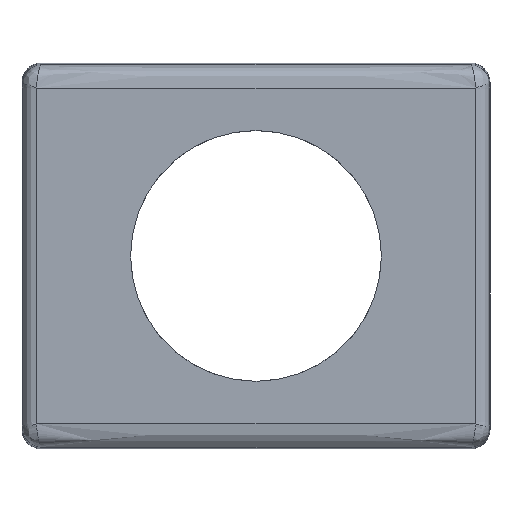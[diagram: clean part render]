
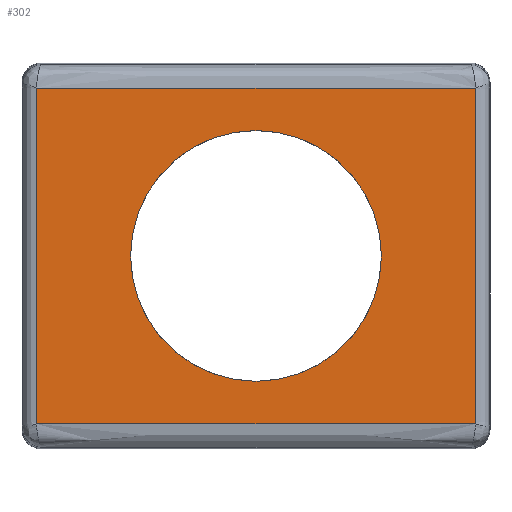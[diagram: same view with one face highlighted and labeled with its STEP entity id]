
A CAD part, top view. The second image highlights one B-rep face of the part: STEP entity #302.
In plain terms, the highlighted planar face has unit normal (0, 0, -1).
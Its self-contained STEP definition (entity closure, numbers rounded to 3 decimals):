
#82=AXIS2_PLACEMENT_3D('Circle Axis2P3D',#80,#81,$) ;
#227=AXIS2_PLACEMENT_3D('Plane Axis2P3D',#224,#225,#226) ;
#295=AXIS2_PLACEMENT_3D('Circle Axis2P3D',#293,#294,$) ;
#77=CARTESIAN_POINT('Vertex',(-26.8,0.,8.5)) ;
#80=CARTESIAN_POINT('Axis2P3D Location',(0.,0.,8.5)) ;
#84=CARTESIAN_POINT('Vertex',(26.8,0.,8.5)) ;
#224=CARTESIAN_POINT('Axis2P3D Location',(0.,35.881,8.5)) ;
#230=CARTESIAN_POINT('Control Point',(-46.865,-35.881,8.5)) ;
#231=CARTESIAN_POINT('Control Point',(-46.865,-35.807,8.5)) ;
#232=CARTESIAN_POINT('Control Point',(-46.865,-35.734,8.5)) ;
#233=CARTESIAN_POINT('Control Point',(-46.865,-35.66,8.5)) ;
#234=CARTESIAN_POINT('Control Point',(-46.865,-34.486,8.5)) ;
#235=CARTESIAN_POINT('Control Point',(-46.865,-33.306,8.5)) ;
#236=CARTESIAN_POINT('Control Point',(-46.865,-32.195,8.5)) ;
#237=CARTESIAN_POINT('Control Point',(-46.865,-25.238,8.5)) ;
#238=CARTESIAN_POINT('Control Point',(-46.865,-18.118,8.5)) ;
#239=CARTESIAN_POINT('Control Point',(-46.865,-12.122,8.5)) ;
#240=CARTESIAN_POINT('Control Point',(-46.865,1.176,8.5)) ;
#241=CARTESIAN_POINT('Control Point',(-46.865,14.475,8.5)) ;
#242=CARTESIAN_POINT('Control Point',(-46.865,21.561,8.5)) ;
#243=CARTESIAN_POINT('Control Point',(-46.865,28.715,8.5)) ;
#244=CARTESIAN_POINT('Control Point',(-46.865,35.644,8.5)) ;
#245=CARTESIAN_POINT('Control Point',(-46.865,35.744,8.5)) ;
#246=CARTESIAN_POINT('Control Point',(-46.865,35.821,8.5)) ;
#247=CARTESIAN_POINT('Control Point',(-46.865,35.881,8.5)) ;
#248=CARTESIAN_POINT('Vertex',(-46.865,-35.881,8.5)) ;
#250=CARTESIAN_POINT('Vertex',(-46.865,35.881,8.5)) ;
#253=CARTESIAN_POINT('Line Origine',(0.,35.881,8.5)) ;
#257=CARTESIAN_POINT('Vertex',(46.865,35.881,8.5)) ;
#261=CARTESIAN_POINT('Control Point',(46.865,-35.881,8.5)) ;
#262=CARTESIAN_POINT('Control Point',(46.865,-35.807,8.5)) ;
#263=CARTESIAN_POINT('Control Point',(46.865,-35.734,8.5)) ;
#264=CARTESIAN_POINT('Control Point',(46.865,-35.66,8.5)) ;
#265=CARTESIAN_POINT('Control Point',(46.865,-34.486,8.5)) ;
#266=CARTESIAN_POINT('Control Point',(46.865,-33.306,8.5)) ;
#267=CARTESIAN_POINT('Control Point',(46.865,-32.195,8.5)) ;
#268=CARTESIAN_POINT('Control Point',(46.865,-25.238,8.5)) ;
#269=CARTESIAN_POINT('Control Point',(46.865,-18.118,8.5)) ;
#270=CARTESIAN_POINT('Control Point',(46.865,-12.122,8.5)) ;
#271=CARTESIAN_POINT('Control Point',(46.865,1.2,8.5)) ;
#272=CARTESIAN_POINT('Control Point',(46.865,14.523,8.5)) ;
#273=CARTESIAN_POINT('Control Point',(46.865,21.632,8.5)) ;
#274=CARTESIAN_POINT('Control Point',(46.865,28.802,8.5)) ;
#275=CARTESIAN_POINT('Control Point',(46.865,35.745,8.5)) ;
#276=CARTESIAN_POINT('Control Point',(46.865,35.79,8.5)) ;
#277=CARTESIAN_POINT('Control Point',(46.865,35.835,8.5)) ;
#278=CARTESIAN_POINT('Control Point',(46.865,35.881,8.5)) ;
#279=CARTESIAN_POINT('Vertex',(46.865,-35.881,8.5)) ;
#282=CARTESIAN_POINT('Line Origine',(0.,-35.881,8.5)) ;
#293=CARTESIAN_POINT('Axis2P3D Location',(0.,0.,8.5)) ;
#81=DIRECTION('Axis2P3D Direction',(0.,0.,1.)) ;
#225=DIRECTION('Axis2P3D Direction',(-0.,0.,1.)) ;
#226=DIRECTION('Axis2P3D XDirection',(0.,-1.,0.)) ;
#254=DIRECTION('Vector Direction',(1.,0.,0.)) ;
#283=DIRECTION('Vector Direction',(1.,0.,0.)) ;
#294=DIRECTION('Axis2P3D Direction',(-0.,0.,1.)) ;
#255=VECTOR('Line Direction',#254,1.) ;
#284=VECTOR('Line Direction',#283,1.) ;
#288=ORIENTED_EDGE('',*,*,#252,.T.) ;
#289=ORIENTED_EDGE('',*,*,#259,.T.) ;
#290=ORIENTED_EDGE('',*,*,#281,.F.) ;
#291=ORIENTED_EDGE('',*,*,#286,.F.) ;
#299=ORIENTED_EDGE('',*,*,#297,.T.) ;
#300=ORIENTED_EDGE('',*,*,#86,.T.) ;
#301=FACE_BOUND('',#298,.T.) ;
#302=ADVANCED_FACE('Surface.1',(#292,#301),#228,.F.) ;
#229=B_SPLINE_CURVE_WITH_KNOTS('',5,(#230,#231,#232,#233,#234,#235,#236,#237,#238,#239,#240,#241,#242,#243,#244,#245,#246,#247),.UNSPECIFIED.,.F.,.U.,(6,3,3,3,3,6),(118.798,119.458,129.331,181.02,242.739,243.205),.UNSPECIFIED.) ;
#260=B_SPLINE_CURVE_WITH_KNOTS('',5,(#261,#262,#263,#264,#265,#266,#267,#268,#269,#270,#271,#272,#273,#274,#275,#276,#277,#278),.UNSPECIFIED.,.F.,.U.,(6,3,3,3,3,6),(118.798,119.458,129.331,181.02,242.946,243.356),.UNSPECIFIED.) ;
#83=CIRCLE('generated circle',#82,26.8) ;
#296=CIRCLE('generated circle',#295,26.8) ;
#86=EDGE_CURVE('',#85,#78,#83,.T.) ;
#252=EDGE_CURVE('',#249,#251,#229,.T.) ;
#259=EDGE_CURVE('',#251,#258,#256,.T.) ;
#281=EDGE_CURVE('',#280,#258,#260,.T.) ;
#286=EDGE_CURVE('',#249,#280,#285,.T.) ;
#297=EDGE_CURVE('',#78,#85,#296,.T.) ;
#287=EDGE_LOOP('',(#288,#289,#290,#291)) ;
#298=EDGE_LOOP('',(#299,#300)) ;
#292=FACE_OUTER_BOUND('',#287,.T.) ;
#256=LINE('Line',#253,#255) ;
#285=LINE('Line',#282,#284) ;
#228=PLANE('',#227) ;
#78=VERTEX_POINT('',#77) ;
#85=VERTEX_POINT('',#84) ;
#249=VERTEX_POINT('',#248) ;
#251=VERTEX_POINT('',#250) ;
#258=VERTEX_POINT('',#257) ;
#280=VERTEX_POINT('',#279) ;
